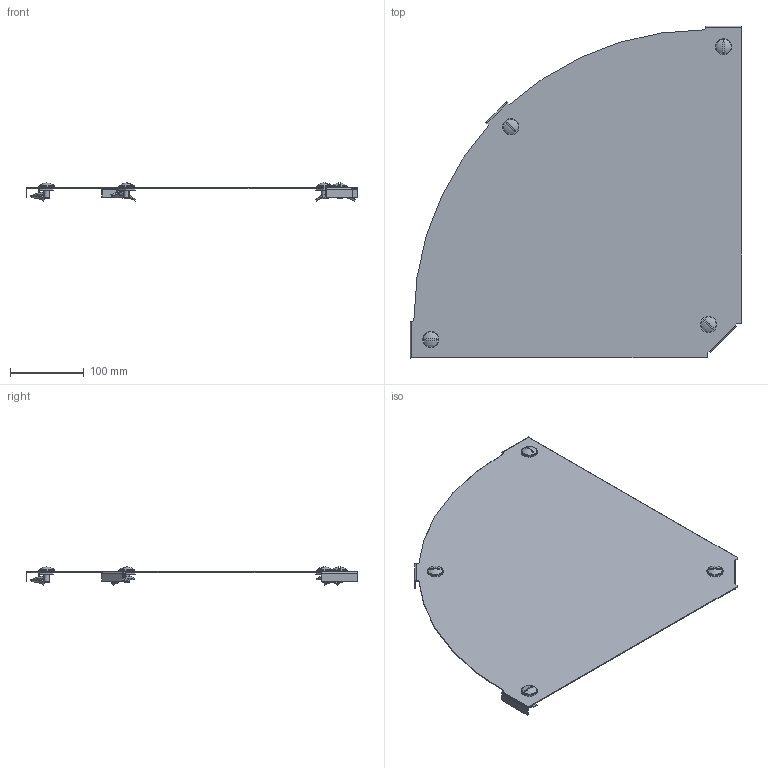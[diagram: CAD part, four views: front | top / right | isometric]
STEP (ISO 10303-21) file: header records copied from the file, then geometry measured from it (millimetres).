
FILE_DESCRIPTION (( 'STEP AP214' ), '1' );
FILE_NAME ('7138598.STP', '2019-12-04T07:17:19', ( '' ), ( '' ), 'SwSTEP 2.0', 'SolidWorks 2018', '' );
FILE_SCHEMA (( 'AUTOMOTIVE_DESIGN' ));
Length unit declared in the file: millimetre
Products named in the file (5): KTS 08.083-001_Standard; 099600_Standard; 048003_NB=400 A2, A4, d-16,5; 7138598; KTS 14.002-012_M8x16
Assembly tree (13 placements, depth 2):
  7138598
    048003_NB=400 A2, A4, d-16,5
    KTS 08.083-001_Standard  x4
    KTS 14.002-012_M8x16  x4
    099600_Standard  x4
Bounding box: 450.99 x 450.99 x 24.53 mm (x, y, z)
Volume: 223751.8 mm3; surface area: 350954.2 mm2
Topology: 13 solids, 13 shells, 472 faces, 1150 edges, 712 vertices
Faces by surface type: plane 194, bspline 136, cylinder 102, cone 24, torus 8, sphere 8
Entity records: 7018 total; most frequent: CARTESIAN_POINT 3011, ORIENTED_EDGE 824, DIRECTION 712, EDGE_CURVE 412, AXIS2_PLACEMENT_3D 255, VERTEX_POINT 253, LINE 202, VECTOR 202
